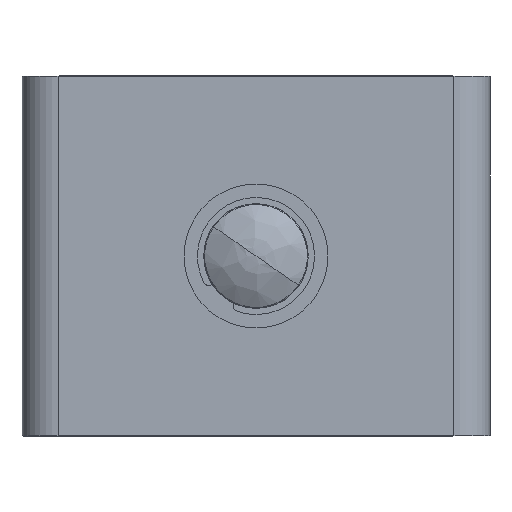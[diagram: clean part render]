
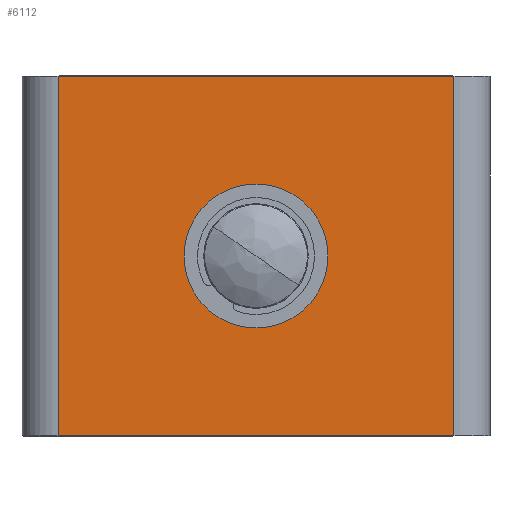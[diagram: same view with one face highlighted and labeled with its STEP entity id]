
A CAD part, front view. The second image highlights one B-rep face of the part: STEP entity #6112.
In plain terms, the highlighted planar face has unit normal (0, -1, 0).
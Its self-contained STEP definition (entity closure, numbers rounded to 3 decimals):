
#109 = CARTESIAN_POINT ( 'NONE',  ( -11., -33.5, 0. ) ) ;
#130 = EDGE_CURVE ( 'NONE', #7380, #10858, #872, .T. ) ;
#872 = LINE ( 'NONE', #7255, #7606 ) ;
#903 = LINE ( 'NONE', #9127, #2892 ) ;
#1086 = VECTOR ( 'NONE', #3759, 1000. ) ;
#1133 = ORIENTED_EDGE ( 'NONE', *, *, #5581, .T. ) ;
#1196 = EDGE_LOOP ( 'NONE', ( #1414, #9926, #4366, #1133 ) ) ;
#1327 = CIRCLE ( 'NONE', #8599, 2.5 ) ;
#1372 = DIRECTION ( 'NONE',  ( 1., 0., 0. ) ) ;
#1414 = ORIENTED_EDGE ( 'NONE', *, *, #2514, .T. ) ;
#1488 = LINE ( 'NONE', #5442, #1086 ) ;
#1871 = CARTESIAN_POINT ( 'NONE',  ( -11., -33.5, -20. ) ) ;
#1978 = DIRECTION ( 'NONE',  ( 0., 0., 1. ) ) ;
#2089 = CARTESIAN_POINT ( 'NONE',  ( 0., -33.5, -7.5 ) ) ;
#2260 = ORIENTED_EDGE ( 'NONE', *, *, #3468, .F. ) ;
#2514 = EDGE_CURVE ( 'NONE', #6414, #7380, #9808, .T. ) ;
#2530 = VERTEX_POINT ( 'NONE', #2089 ) ;
#2605 = VERTEX_POINT ( 'NONE', #9744 ) ;
#2753 = DIRECTION ( 'NONE',  ( 0., -1., 0. ) ) ;
#2801 = CARTESIAN_POINT ( 'NONE',  ( -11., -33.5, -20. ) ) ;
#2892 = VECTOR ( 'NONE', #3246, 1000. ) ;
#2895 = VERTEX_POINT ( 'NONE', #8374 ) ;
#2984 = DIRECTION ( 'NONE',  ( 0., 0., -1. ) ) ;
#3246 = DIRECTION ( 'NONE',  ( -1., 0., 0. ) ) ;
#3332 = ORIENTED_EDGE ( 'NONE', *, *, #4520, .F. ) ;
#3468 = EDGE_CURVE ( 'NONE', #2895, #2530, #1327, .T. ) ;
#3759 = DIRECTION ( 'NONE',  ( 0., 0., -1. ) ) ;
#4037 = AXIS2_PLACEMENT_3D ( 'NONE', #7792, #2753, #8650 ) ;
#4090 = DIRECTION ( 'NONE',  ( 0., -1., 0. ) ) ;
#4214 = FACE_OUTER_BOUND ( 'NONE', #1196, .T. ) ;
#4366 = ORIENTED_EDGE ( 'NONE', *, *, #10302, .F. ) ;
#4520 = EDGE_CURVE ( 'NONE', #2530, #2895, #8454, .T. ) ;
#4882 = AXIS2_PLACEMENT_3D ( 'NONE', #2801, #7015, #1978 ) ;
#5330 = PLANE ( 'NONE',  #4882 ) ;
#5442 = CARTESIAN_POINT ( 'NONE',  ( 11., -33.5, -10. ) ) ;
#5581 = EDGE_CURVE ( 'NONE', #2605, #6414, #903, .T. ) ;
#5852 = EDGE_LOOP ( 'NONE', ( #3332, #2260 ) ) ;
#6112 = ADVANCED_FACE ( 'NONE', ( #10650, #4214 ), #5330, .F. ) ;
#6414 = VERTEX_POINT ( 'NONE', #109 ) ;
#7015 = DIRECTION ( 'NONE',  ( 0., 1., 0. ) ) ;
#7255 = CARTESIAN_POINT ( 'NONE',  ( 0., -33.5, -20. ) ) ;
#7301 = VECTOR ( 'NONE', #2984, 1000. ) ;
#7380 = VERTEX_POINT ( 'NONE', #1871 ) ;
#7606 = VECTOR ( 'NONE', #1372, 1000. ) ;
#7792 = CARTESIAN_POINT ( 'NONE',  ( 0., -33.5, -10. ) ) ;
#8018 = CARTESIAN_POINT ( 'NONE',  ( -11., -33.5, -10. ) ) ;
#8374 = CARTESIAN_POINT ( 'NONE',  ( 0., -33.5, -12.5 ) ) ;
#8424 = CARTESIAN_POINT ( 'NONE',  ( 11., -33.5, -20. ) ) ;
#8454 = CIRCLE ( 'NONE', #4037, 2.5 ) ;
#8599 = AXIS2_PLACEMENT_3D ( 'NONE', #9140, #4090, #9980 ) ;
#8650 = DIRECTION ( 'NONE',  ( 0., 0., 1. ) ) ;
#9127 = CARTESIAN_POINT ( 'NONE',  ( 0., -33.5, 0. ) ) ;
#9140 = CARTESIAN_POINT ( 'NONE',  ( 0., -33.5, -10. ) ) ;
#9744 = CARTESIAN_POINT ( 'NONE',  ( 11., -33.5, 0. ) ) ;
#9808 = LINE ( 'NONE', #8018, #7301 ) ;
#9926 = ORIENTED_EDGE ( 'NONE', *, *, #130, .T. ) ;
#9980 = DIRECTION ( 'NONE',  ( 0., 0., 1. ) ) ;
#10302 = EDGE_CURVE ( 'NONE', #2605, #10858, #1488, .T. ) ;
#10650 = FACE_BOUND ( 'NONE', #5852, .T. ) ;
#10858 = VERTEX_POINT ( 'NONE', #8424 ) ;
